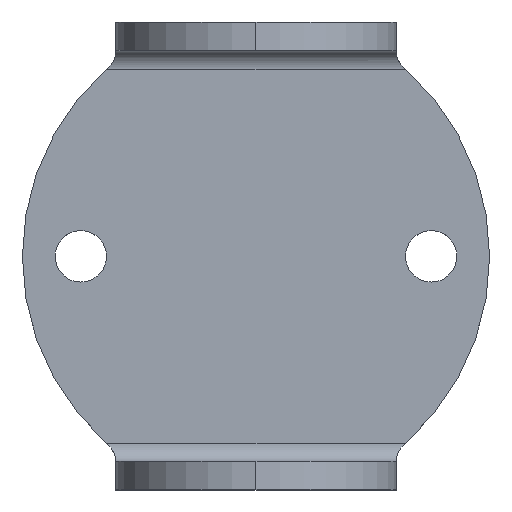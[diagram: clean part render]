
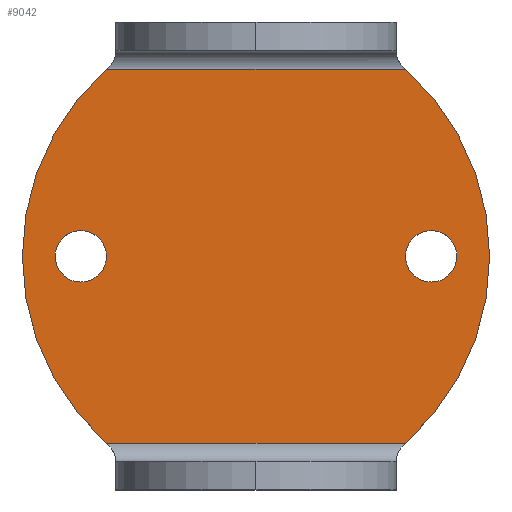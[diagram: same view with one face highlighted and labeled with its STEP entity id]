
A CAD part, top view. The second image highlights one B-rep face of the part: STEP entity #9042.
In plain terms, the highlighted planar face has unit normal (0, 0, 1).
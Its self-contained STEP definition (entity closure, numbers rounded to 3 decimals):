
#556 = CIRCLE ( 'NONE', #6399, 53.4 ) ;
#954 = EDGE_CURVE ( 'NONE', #6087, #10154, #1142, .T. ) ;
#1031 = EDGE_CURVE ( 'NONE', #6992, #6634, #1723, .T. ) ;
#1124 = DIRECTION ( 'NONE',  ( 0., 0., 1. ) ) ;
#1142 = CIRCLE ( 'NONE', #7877, 5.5 ) ;
#1406 = CARTESIAN_POINT ( 'NONE',  ( 43., 0., 6. ) ) ;
#1618 = DIRECTION ( 'NONE',  ( -1., 0., 0. ) ) ;
#1634 = CARTESIAN_POINT ( 'NONE',  ( -37.5, 0., 6. ) ) ;
#1723 = LINE ( 'NONE', #12615, #10347 ) ;
#1728 = EDGE_CURVE ( 'NONE', #2536, #3206, #4151, .T. ) ;
#1751 = AXIS2_PLACEMENT_3D ( 'NONE', #12377, #2858, #14743 ) ;
#1803 = AXIS2_PLACEMENT_3D ( 'NONE', #3029, #12491, #5282 ) ;
#2508 = EDGE_CURVE ( 'NONE', #10810, #9820, #14317, .T. ) ;
#2536 = VERTEX_POINT ( 'NONE', #4003 ) ;
#2612 = DIRECTION ( 'NONE',  ( 0., 0., 1. ) ) ;
#2689 = CARTESIAN_POINT ( 'NONE',  ( 37.5, 0., 6. ) ) ;
#2756 = DIRECTION ( 'NONE',  ( 1., 0., 0. ) ) ;
#2858 = DIRECTION ( 'NONE',  ( 0., 0., 1. ) ) ;
#2915 = DIRECTION ( 'NONE',  ( 0., 0., 1. ) ) ;
#2940 = CARTESIAN_POINT ( 'NONE',  ( 32., 0., 6. ) ) ;
#2952 = CARTESIAN_POINT ( 'NONE',  ( -43., 0., 6. ) ) ;
#3029 = CARTESIAN_POINT ( 'NONE',  ( 35., 44., 6. ) ) ;
#3206 = VERTEX_POINT ( 'NONE', #10682 ) ;
#3480 = AXIS2_PLACEMENT_3D ( 'NONE', #1634, #2915, #8872 ) ;
#3690 = AXIS2_PLACEMENT_3D ( 'NONE', #4233, #5458, #8991 ) ;
#3732 = DIRECTION ( 'NONE',  ( 1., 0., 0. ) ) ;
#4003 = CARTESIAN_POINT ( 'NONE',  ( -50., 0., 6. ) ) ;
#4151 = CIRCLE ( 'NONE', #1751, 53.4 ) ;
#4233 = CARTESIAN_POINT ( 'NONE',  ( 37.5, 0., 6. ) ) ;
#4283 = EDGE_LOOP ( 'NONE', ( #6654, #14951, #11307, #8271, #5946 ) ) ;
#4714 = AXIS2_PLACEMENT_3D ( 'NONE', #13044, #1124, #7599 ) ;
#4820 = CARTESIAN_POINT ( 'NONE',  ( -3.4, 0., 6. ) ) ;
#4845 = EDGE_CURVE ( 'NONE', #10154, #6087, #14888, .T. ) ;
#5078 = EDGE_LOOP ( 'NONE', ( #14186, #6000 ) ) ;
#5170 = EDGE_CURVE ( 'NONE', #7344, #6992, #556, .T. ) ;
#5282 = DIRECTION ( 'NONE',  ( 1., 0., 0. ) ) ;
#5458 = DIRECTION ( 'NONE',  ( 0., 0., 1. ) ) ;
#5946 = ORIENTED_EDGE ( 'NONE', *, *, #1031, .T. ) ;
#5968 = ORIENTED_EDGE ( 'NONE', *, *, #954, .F. ) ;
#6000 = ORIENTED_EDGE ( 'NONE', *, *, #2508, .F. ) ;
#6087 = VERTEX_POINT ( 'NONE', #1406 ) ;
#6399 = AXIS2_PLACEMENT_3D ( 'NONE', #4820, #13017, #7015 ) ;
#6634 = VERTEX_POINT ( 'NONE', #8585 ) ;
#6654 = ORIENTED_EDGE ( 'NONE', *, *, #9317, .T. ) ;
#6992 = VERTEX_POINT ( 'NONE', #7357 ) ;
#7015 = DIRECTION ( 'NONE',  ( -1., 0., 0. ) ) ;
#7116 = FACE_OUTER_BOUND ( 'NONE', #4283, .T. ) ;
#7344 = VERTEX_POINT ( 'NONE', #11911 ) ;
#7357 = CARTESIAN_POINT ( 'NONE',  ( 31.977, 40., 6. ) ) ;
#7413 = EDGE_CURVE ( 'NONE', #9820, #10810, #11466, .T. ) ;
#7599 = DIRECTION ( 'NONE',  ( 1., 0., 0. ) ) ;
#7699 = CARTESIAN_POINT ( 'NONE',  ( -32., 0., 6. ) ) ;
#7877 = AXIS2_PLACEMENT_3D ( 'NONE', #2689, #10971, #3732 ) ;
#8135 = VECTOR ( 'NONE', #15262, 1000. ) ;
#8221 = FACE_BOUND ( 'NONE', #11554, .T. ) ;
#8271 = ORIENTED_EDGE ( 'NONE', *, *, #5170, .T. ) ;
#8585 = CARTESIAN_POINT ( 'NONE',  ( -31.977, 40., 6. ) ) ;
#8872 = DIRECTION ( 'NONE',  ( 1., 0., 0. ) ) ;
#8991 = DIRECTION ( 'NONE',  ( 1., 0., 0. ) ) ;
#9042 = ADVANCED_FACE ( 'NONE', ( #8221, #12775, #7116 ), #13738, .T. ) ;
#9317 = EDGE_CURVE ( 'NONE', #6634, #2536, #14272, .T. ) ;
#9510 = ORIENTED_EDGE ( 'NONE', *, *, #4845, .F. ) ;
#9820 = VERTEX_POINT ( 'NONE', #2952 ) ;
#10154 = VERTEX_POINT ( 'NONE', #2940 ) ;
#10347 = VECTOR ( 'NONE', #1618, 1000. ) ;
#10434 = CARTESIAN_POINT ( 'NONE',  ( 35., -40., 6. ) ) ;
#10682 = CARTESIAN_POINT ( 'NONE',  ( -31.977, -40., 6. ) ) ;
#10810 = VERTEX_POINT ( 'NONE', #7699 ) ;
#10971 = DIRECTION ( 'NONE',  ( 0., 0., 1. ) ) ;
#11091 = CARTESIAN_POINT ( 'NONE',  ( 3.4, 0., 6. ) ) ;
#11307 = ORIENTED_EDGE ( 'NONE', *, *, #15158, .T. ) ;
#11466 = CIRCLE ( 'NONE', #4714, 5.5 ) ;
#11476 = AXIS2_PLACEMENT_3D ( 'NONE', #11091, #2612, #2756 ) ;
#11554 = EDGE_LOOP ( 'NONE', ( #9510, #5968 ) ) ;
#11911 = CARTESIAN_POINT ( 'NONE',  ( 31.977, -40., 6. ) ) ;
#12377 = CARTESIAN_POINT ( 'NONE',  ( 3.4, 0., 6. ) ) ;
#12491 = DIRECTION ( 'NONE',  ( 0., 0., 1. ) ) ;
#12615 = CARTESIAN_POINT ( 'NONE',  ( 35., 40., 6. ) ) ;
#12775 = FACE_BOUND ( 'NONE', #5078, .T. ) ;
#13017 = DIRECTION ( 'NONE',  ( 0., 0., 1. ) ) ;
#13044 = CARTESIAN_POINT ( 'NONE',  ( -37.5, 0., 6. ) ) ;
#13738 = PLANE ( 'NONE',  #1803 ) ;
#14186 = ORIENTED_EDGE ( 'NONE', *, *, #7413, .F. ) ;
#14272 = CIRCLE ( 'NONE', #11476, 53.4 ) ;
#14317 = CIRCLE ( 'NONE', #3480, 5.5 ) ;
#14743 = DIRECTION ( 'NONE',  ( 1., 0., 0. ) ) ;
#14888 = CIRCLE ( 'NONE', #3690, 5.5 ) ;
#14940 = LINE ( 'NONE', #10434, #8135 ) ;
#14951 = ORIENTED_EDGE ( 'NONE', *, *, #1728, .T. ) ;
#15158 = EDGE_CURVE ( 'NONE', #3206, #7344, #14940, .T. ) ;
#15262 = DIRECTION ( 'NONE',  ( 1., 0., 0. ) ) ;
